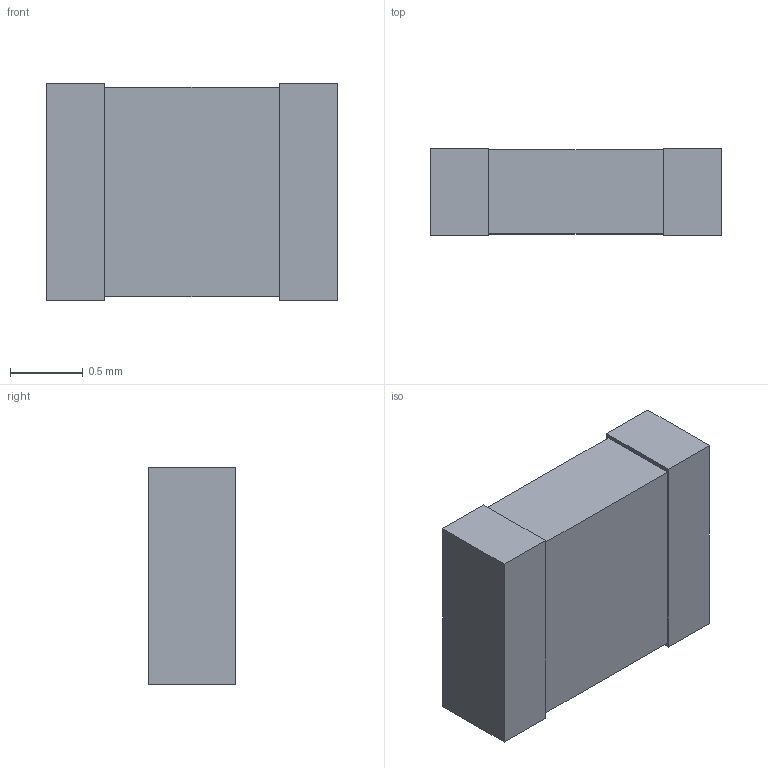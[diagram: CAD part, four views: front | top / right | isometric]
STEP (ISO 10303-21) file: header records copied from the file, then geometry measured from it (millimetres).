
FILE_DESCRIPTION(('STEP AP214'),'1');
FILE_NAME('capacitor_rnd1500805n0r5c500.stp','2018-09-10T18:45:04',('TraceParts'),('TraceParts S.A.'),'Spatial InterOp 3D',' ',' ');
FILE_SCHEMA(('automotive_design'));
Length unit declared in the file: millimetre
Products named in the file (1): capacitor_rnd1500805n0r5c500
Bounding box: 2 x 0.6 x 1.5 mm (x, y, z)
Volume: 1.7 mm3; surface area: 10.1 mm2
Topology: 1 solids, 1 shells, 16 faces, 36 edges, 24 vertices
Faces by surface type: plane 16
Entity records: 584 total; most frequent: CARTESIAN_POINT 77, ORIENTED_EDGE 72, DIRECTION 70, EDGE_CURVE 36, LINE 36, VECTOR 36, VERTEX_POINT 24, EDGE_LOOP 18
